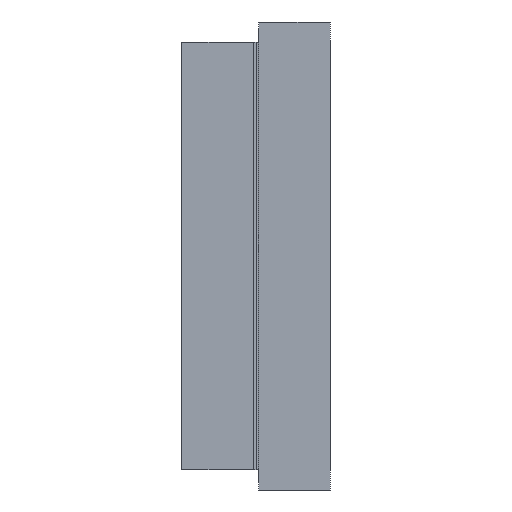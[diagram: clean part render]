
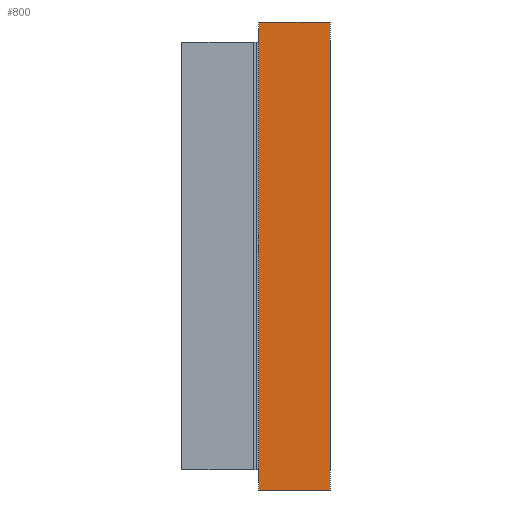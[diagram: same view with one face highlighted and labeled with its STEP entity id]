
A CAD part, front view. The second image highlights one B-rep face of the part: STEP entity #800.
In plain terms, the highlighted planar face has unit normal (0, -1, 0).
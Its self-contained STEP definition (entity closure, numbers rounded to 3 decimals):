
#800=ADVANCED_FACE('',(#1032),#945,.T.);
#945=PLANE('',#2827);
#1032=FACE_OUTER_BOUND('',#1148,.T.);
#1148=EDGE_LOOP('',(#1378,#1379,#1380,#1381));
#1378=ORIENTED_EDGE('',*,*,#2223,.T.);
#1379=ORIENTED_EDGE('',*,*,#2224,.F.);
#1380=ORIENTED_EDGE('',*,*,#2221,.F.);
#1381=ORIENTED_EDGE('',*,*,#2225,.T.);
#2002=VERTEX_POINT('',#3863);
#2003=VERTEX_POINT('',#3865);
#2004=VERTEX_POINT('',#3869);
#2005=VERTEX_POINT('',#3870);
#2221=EDGE_CURVE('',#2002,#2003,#2522,.T.);
#2223=EDGE_CURVE('',#2004,#2005,#2524,.T.);
#2224=EDGE_CURVE('',#2003,#2005,#2525,.T.);
#2225=EDGE_CURVE('',#2002,#2004,#2526,.T.);
#2522=LINE('',#3864,#2671);
#2524=LINE('',#3868,#2673);
#2525=LINE('',#3871,#2674);
#2526=LINE('',#3872,#2675);
#2671=VECTOR('',#3151,1.);
#2673=VECTOR('',#3155,1.);
#2674=VECTOR('',#3156,1.);
#2675=VECTOR('',#3157,1.);
#2827=AXIS2_PLACEMENT_3D('',#3873,#3158,#3159);
#3151=DIRECTION('',(0.,0.,1.));
#3155=DIRECTION('',(0.,0.,1.));
#3156=DIRECTION('',(1.,0.,0.));
#3157=DIRECTION('',(1.,0.,0.));
#3158=DIRECTION('',(0.,-1.,0.));
#3159=DIRECTION('',(-1.,0.,0.));
#3863=CARTESIAN_POINT('',(19.725,-15.054,-5.25));
#3864=CARTESIAN_POINT('',(19.725,-15.054,54.75));
#3865=CARTESIAN_POINT('',(19.725,-15.054,114.75));
#3868=CARTESIAN_POINT('',(38.125,-15.054,54.75));
#3869=CARTESIAN_POINT('',(38.125,-15.054,-5.25));
#3870=CARTESIAN_POINT('',(38.125,-15.054,114.75));
#3871=CARTESIAN_POINT('',(19.725,-15.054,114.75));
#3872=CARTESIAN_POINT('',(19.725,-15.054,-5.25));
#3873=CARTESIAN_POINT('',(19.725,-15.054,54.75));
